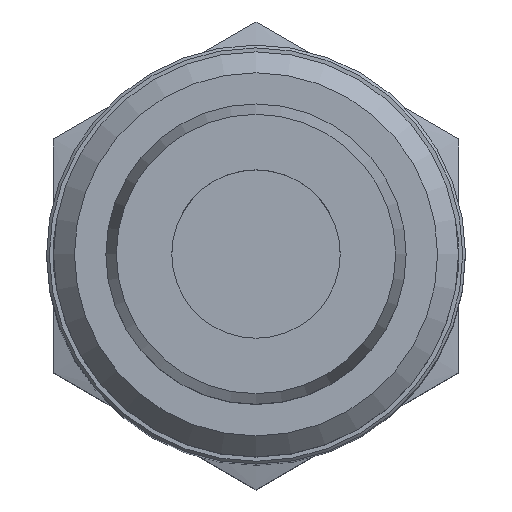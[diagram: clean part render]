
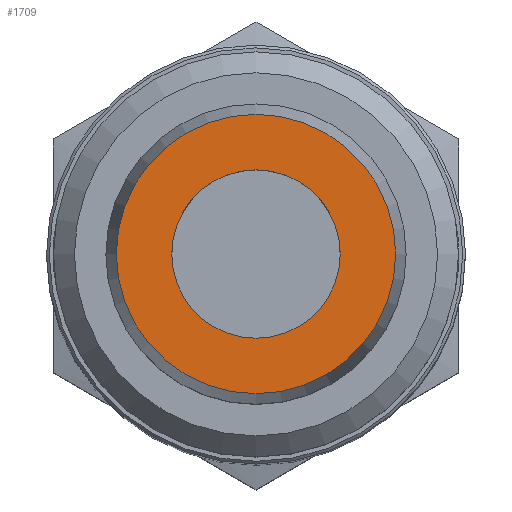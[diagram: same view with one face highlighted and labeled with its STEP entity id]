
A CAD part, top view. The second image highlights one B-rep face of the part: STEP entity #1709.
In plain terms, the highlighted planar face has unit normal (0, 0, 1).
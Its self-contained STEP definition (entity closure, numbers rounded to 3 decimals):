
#38=FACE_BOUND('',#529,.T.);
#138=PLANE('',#2054);
#408=FACE_OUTER_BOUND('',#528,.T.);
#528=EDGE_LOOP('',(#1364,#1365));
#529=EDGE_LOOP('',(#1366,#1367));
#596=CIRCLE('',#1930,12.059);
#597=CIRCLE('',#1931,12.059);
#659=CIRCLE('',#2055,20.);
#660=CIRCLE('',#2056,20.);
#703=VERTEX_POINT('',#2695);
#704=VERTEX_POINT('',#2697);
#791=VERTEX_POINT('',#3114);
#792=VERTEX_POINT('',#3115);
#854=EDGE_CURVE('',#704,#703,#596,.T.);
#855=EDGE_CURVE('',#703,#704,#597,.T.);
#990=EDGE_CURVE('',#791,#792,#659,.T.);
#991=EDGE_CURVE('',#792,#791,#660,.T.);
#1364=ORIENTED_EDGE('',*,*,#990,.T.);
#1365=ORIENTED_EDGE('',*,*,#991,.T.);
#1366=ORIENTED_EDGE('',*,*,#854,.T.);
#1367=ORIENTED_EDGE('',*,*,#855,.T.);
#1709=ADVANCED_FACE('',(#408,#38),#138,.T.);
#1930=AXIS2_PLACEMENT_3D('',#2698,#2185,#2186);
#1931=AXIS2_PLACEMENT_3D('',#2699,#2187,#2188);
#2054=AXIS2_PLACEMENT_3D('',#3113,#2464,#2465);
#2055=AXIS2_PLACEMENT_3D('',#3116,#2466,#2467);
#2056=AXIS2_PLACEMENT_3D('',#3117,#2468,#2469);
#2185=DIRECTION('center_axis',(0.,0.,-1.));
#2186=DIRECTION('ref_axis',(0.,1.,0.));
#2187=DIRECTION('center_axis',(0.,0.,-1.));
#2188=DIRECTION('ref_axis',(0.,1.,0.));
#2464=DIRECTION('center_axis',(0.,0.,1.));
#2465=DIRECTION('ref_axis',(1.,0.,0.));
#2466=DIRECTION('center_axis',(0.,0.,1.));
#2467=DIRECTION('ref_axis',(0.,-1.,0.));
#2468=DIRECTION('center_axis',(0.,0.,1.));
#2469=DIRECTION('ref_axis',(0.,-1.,0.));
#2695=CARTESIAN_POINT('',(0.,-12.059,175.));
#2697=CARTESIAN_POINT('',(0.,12.059,175.));
#2698=CARTESIAN_POINT('Origin',(0.,0.,175.));
#2699=CARTESIAN_POINT('Origin',(0.,0.,175.));
#3113=CARTESIAN_POINT('Origin',(0.,0.,
175.));
#3114=CARTESIAN_POINT('',(0.,-20.,175.));
#3115=CARTESIAN_POINT('',(0.,20.,175.));
#3116=CARTESIAN_POINT('Origin',(0.,0.,175.));
#3117=CARTESIAN_POINT('Origin',(0.,0.,175.));
